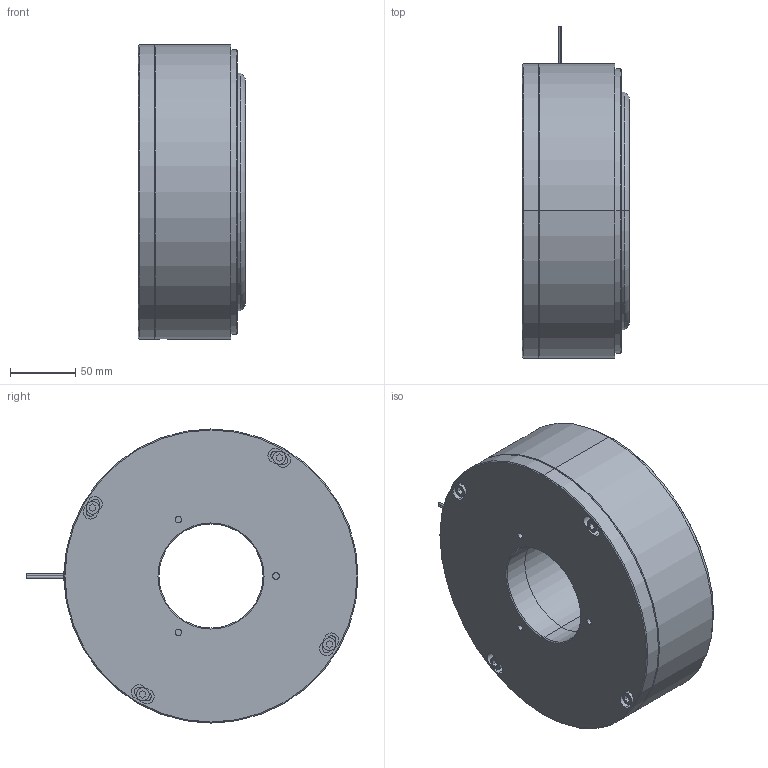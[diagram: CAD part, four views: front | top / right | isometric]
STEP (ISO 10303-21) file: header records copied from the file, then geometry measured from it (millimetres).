
FILE_DESCRIPTION (( 'STEP AP203' ), '1' );
FILE_NAME ('LB-1750M_A_EF.STEP', '2013-06-18T16:27:15', ( 'Jeff' ), ( '' ), 'SwSTEP 2.0', 'SolidWorks 2013', '' );
FILE_SCHEMA (( 'CONFIG_CONTROL_DESIGN' ));
Length unit declared in the file: inch
Products named in the file (1): LB-1750M_A_EF
Bounding box: 83 x 255.27 x 226.06 mm (x, y, z)
Surface area: 207454.1 mm2 (no closed solid volume)
Topology: 0 solids, 11 shells, 288 faces, 1139 edges, 874 vertices
Faces by surface type: cylinder 174, cone 64, plane 48, torus 2
Entity records: 12604 total; most frequent: CARTESIAN_POINT 3144, DIRECTION 2079, ORIENTED_EDGE 1706, EDGE_CURVE 1139, AXIS2_PLACEMENT_3D 877, VERTEX_POINT 874, CIRCLE 588, EDGE_LOOP 326
